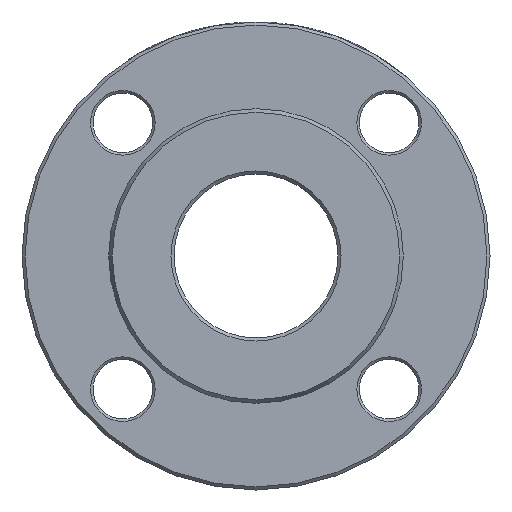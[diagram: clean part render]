
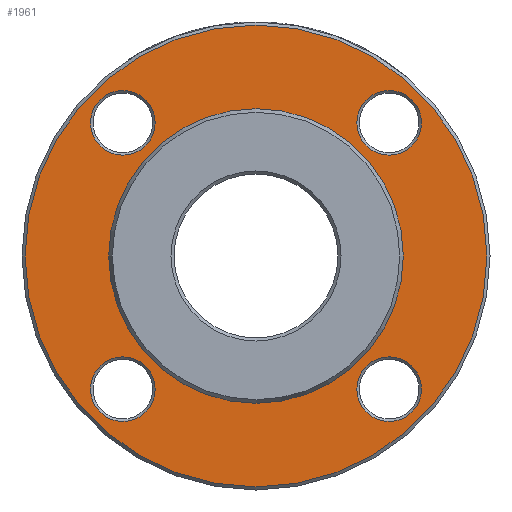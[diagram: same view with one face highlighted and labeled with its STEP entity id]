
A CAD part, left-side view. The second image highlights one B-rep face of the part: STEP entity #1961.
In plain terms, the highlighted planar face has unit normal (-1, 0, 0).
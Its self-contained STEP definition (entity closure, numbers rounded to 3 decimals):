
#118 = CIRCLE ( 'NONE', #3263, 74. ) ;
#147 = VERTEX_POINT ( 'NONE', #6007 ) ;
#191 = CIRCLE ( 'NONE', #694, 10.35 ) ;
#238 = VERTEX_POINT ( 'NONE', #1133 ) ;
#329 = EDGE_LOOP ( 'NONE', ( #3476 ) ) ;
#523 = AXIS2_PLACEMENT_3D ( 'NONE', #2223, #1888, #6137 ) ;
#625 = CIRCLE ( 'NONE', #2578, 10.35 ) ;
#631 = DIRECTION ( 'NONE',  ( 0., -1., 0. ) ) ;
#679 = VERTEX_POINT ( 'NONE', #5474 ) ;
#694 = AXIS2_PLACEMENT_3D ( 'NONE', #1278, #797, #3247 ) ;
#724 = FACE_OUTER_BOUND ( 'NONE', #5532, .T. ) ;
#730 = AXIS2_PLACEMENT_3D ( 'NONE', #3694, #5137, #4049 ) ;
#753 = FACE_BOUND ( 'NONE', #4288, .T. ) ;
#781 = DIRECTION ( 'NONE',  ( -1., 0., 0. ) ) ;
#797 = DIRECTION ( 'NONE',  ( 1., 0., 0. ) ) ;
#1053 = AXIS2_PLACEMENT_3D ( 'NONE', #2936, #1565, #631 ) ;
#1133 = CARTESIAN_POINT ( 'NONE',  ( 2., 53.024, 42.674 ) ) ;
#1177 = FACE_BOUND ( 'NONE', #1664, .T. ) ;
#1207 = FACE_BOUND ( 'NONE', #5900, .T. ) ;
#1278 = CARTESIAN_POINT ( 'NONE',  ( 2., 42.674, -42.674 ) ) ;
#1565 = DIRECTION ( 'NONE',  ( 1., 0., 0. ) ) ;
#1664 = EDGE_LOOP ( 'NONE', ( #3388 ) ) ;
#1715 = DIRECTION ( 'NONE',  ( 1., 0., 0. ) ) ;
#1888 = DIRECTION ( 'NONE',  ( -1., 0., 0. ) ) ;
#1956 = ORIENTED_EDGE ( 'NONE', *, *, #4911, .T. ) ;
#1961 = ADVANCED_FACE ( 'NONE', ( #1177, #2680, #1207, #753, #724, #2618 ), #3120, .F. ) ;
#2223 = CARTESIAN_POINT ( 'NONE',  ( 2., 0., 0. ) ) ;
#2331 = EDGE_CURVE ( 'NONE', #5538, #5538, #191, .T. ) ;
#2479 = CIRCLE ( 'NONE', #1053, 10.35 ) ;
#2540 = ORIENTED_EDGE ( 'NONE', *, *, #4168, .T. ) ;
#2578 = AXIS2_PLACEMENT_3D ( 'NONE', #4354, #5349, #4874 ) ;
#2618 = FACE_BOUND ( 'NONE', #329, .T. ) ;
#2680 = FACE_BOUND ( 'NONE', #4274, .T. ) ;
#2708 = CARTESIAN_POINT ( 'NONE',  ( 2., 47.205, 0. ) ) ;
#2869 = CIRCLE ( 'NONE', #730, 10.35 ) ;
#2936 = CARTESIAN_POINT ( 'NONE',  ( 2., -42.674, -42.674 ) ) ;
#3120 = PLANE ( 'NONE',  #5080 ) ;
#3247 = DIRECTION ( 'NONE',  ( 0., 0., -1. ) ) ;
#3263 = AXIS2_PLACEMENT_3D ( 'NONE', #5631, #781, #6138 ) ;
#3388 = ORIENTED_EDGE ( 'NONE', *, *, #5681, .T. ) ;
#3476 = ORIENTED_EDGE ( 'NONE', *, *, #4560, .F. ) ;
#3615 = CARTESIAN_POINT ( 'NONE',  ( 2., 42.674, -53.024 ) ) ;
#3694 = CARTESIAN_POINT ( 'NONE',  ( 2., -42.674, 42.674 ) ) ;
#3702 = VERTEX_POINT ( 'NONE', #4202 ) ;
#4027 = CARTESIAN_POINT ( 'NONE',  ( 2., -42.674, 53.024 ) ) ;
#4049 = DIRECTION ( 'NONE',  ( 0., 0., 1. ) ) ;
#4168 = EDGE_CURVE ( 'NONE', #679, #679, #118, .T. ) ;
#4202 = CARTESIAN_POINT ( 'NONE',  ( 2., -53.024, -42.674 ) ) ;
#4229 = ORIENTED_EDGE ( 'NONE', *, *, #2331, .T. ) ;
#4274 = EDGE_LOOP ( 'NONE', ( #1956 ) ) ;
#4288 = EDGE_LOOP ( 'NONE', ( #4229 ) ) ;
#4354 = CARTESIAN_POINT ( 'NONE',  ( 2., 42.674, 42.674 ) ) ;
#4560 = EDGE_CURVE ( 'NONE', #147, #147, #5214, .T. ) ;
#4600 = ORIENTED_EDGE ( 'NONE', *, *, #5203, .T. ) ;
#4874 = DIRECTION ( 'NONE',  ( 0., 1., 0. ) ) ;
#4911 = EDGE_CURVE ( 'NONE', #5566, #5566, #2869, .T. ) ;
#5080 = AXIS2_PLACEMENT_3D ( 'NONE', #2708, #1715, #6020 ) ;
#5137 = DIRECTION ( 'NONE',  ( 1., 0., 0. ) ) ;
#5203 = EDGE_CURVE ( 'NONE', #238, #238, #625, .T. ) ;
#5214 = CIRCLE ( 'NONE', #523, 47.205 ) ;
#5349 = DIRECTION ( 'NONE',  ( 1., 0., 0. ) ) ;
#5474 = CARTESIAN_POINT ( 'NONE',  ( 2., 0., -74. ) ) ;
#5532 = EDGE_LOOP ( 'NONE', ( #2540 ) ) ;
#5538 = VERTEX_POINT ( 'NONE', #3615 ) ;
#5566 = VERTEX_POINT ( 'NONE', #4027 ) ;
#5631 = CARTESIAN_POINT ( 'NONE',  ( 2., 0., 0. ) ) ;
#5681 = EDGE_CURVE ( 'NONE', #3702, #3702, #2479, .T. ) ;
#5900 = EDGE_LOOP ( 'NONE', ( #4600 ) ) ;
#6007 = CARTESIAN_POINT ( 'NONE',  ( 2., 0., 47.205 ) ) ;
#6020 = DIRECTION ( 'NONE',  ( 0., 0., -1. ) ) ;
#6137 = DIRECTION ( 'NONE',  ( 0., 0., 1. ) ) ;
#6138 = DIRECTION ( 'NONE',  ( 0., 0., -1. ) ) ;
